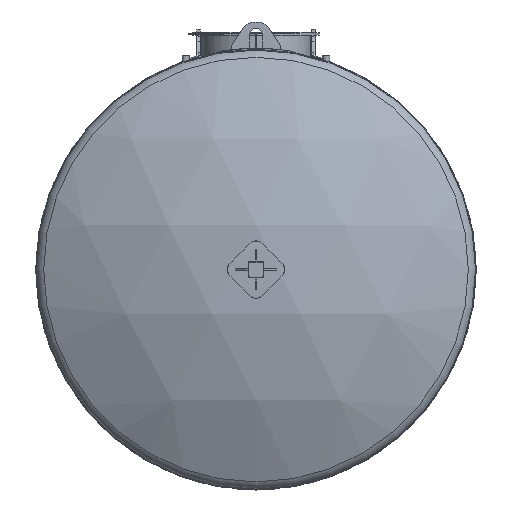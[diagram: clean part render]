
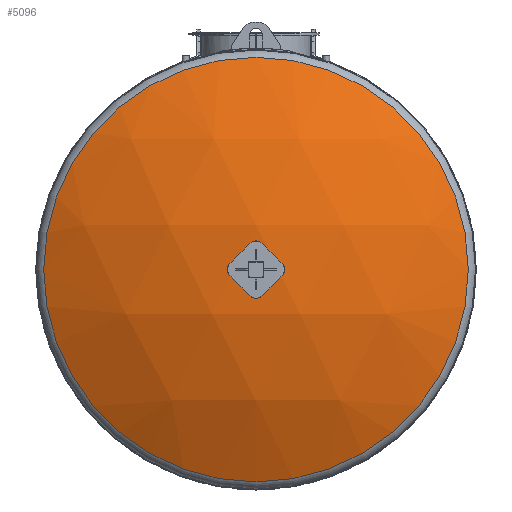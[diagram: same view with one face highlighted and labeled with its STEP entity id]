
A CAD part, left-side view. The second image highlights one B-rep face of the part: STEP entity #5096.
In plain terms, the highlighted spherical face has radius 2515 mm.
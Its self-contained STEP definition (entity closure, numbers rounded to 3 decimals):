
#33=SPHERICAL_SURFACE('',#5587,2515.);
#1345=FACE_OUTER_BOUND('',#1626,.T.);
#1626=EDGE_LOOP('',(#3752));
#1882=CIRCLE('',#5585,1208.955);
#2186=VERTEX_POINT('',#8171);
#2820=EDGE_CURVE('',#2186,#2186,#1882,.T.);
#3752=ORIENTED_EDGE('',*,*,#2820,.T.);
#5096=ADVANCED_FACE('',(#1345),#33,.T.);
#5585=AXIS2_PLACEMENT_3D('',#8172,#6409,#6410);
#5587=AXIS2_PLACEMENT_3D('',#8174,#6413,#6414);
#6409=DIRECTION('center_axis',(-1.,0.,0.));
#6410=DIRECTION('ref_axis',(0.,-1.,0.));
#6413=DIRECTION('center_axis',(0.,0.,1.));
#6414=DIRECTION('ref_axis',(0.,-1.,0.));
#8171=CARTESIAN_POINT('',(-110.251,0.,1208.955));
#8172=CARTESIAN_POINT('Origin',(-110.251,0.,0.));
#8174=CARTESIAN_POINT('Origin',(2095.118,0.,0.));
